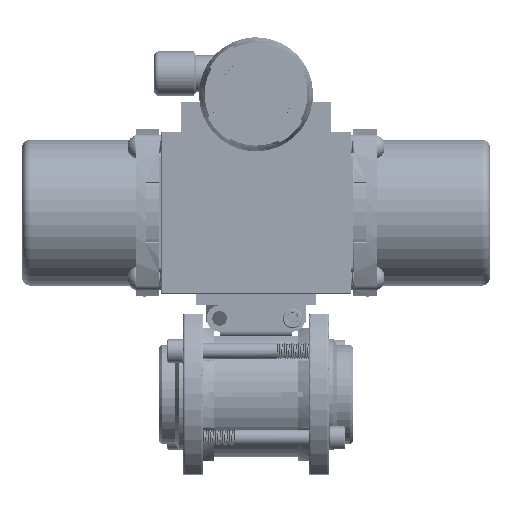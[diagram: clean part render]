
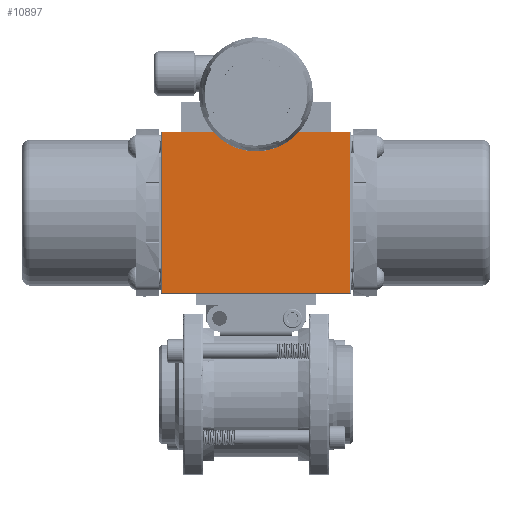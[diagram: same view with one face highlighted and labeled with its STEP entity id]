
A CAD part, top view. The second image highlights one B-rep face of the part: STEP entity #10897.
In plain terms, the highlighted planar face has unit normal (0, 0, 1).
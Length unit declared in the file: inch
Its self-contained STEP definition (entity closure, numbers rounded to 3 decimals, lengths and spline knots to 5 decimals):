
#3597 = CARTESIAN_POINT ( 'NONE',  ( 2.253, 6.283, 1.55 ) ) ;
#9998 = CARTESIAN_POINT ( 'NONE',  ( -2.273, 2.423, 1.55 ) ) ;
#10897 = ADVANCED_FACE ( 'NONE', ( #93132 ), #31229, .F. ) ;
#11517 = CARTESIAN_POINT ( 'NONE',  ( -2.253, 6.283, 1.55 ) ) ;
#13101 = DIRECTION ( 'NONE',  ( 0., 1., 0. ) ) ;
#14923 = LINE ( 'NONE', #57544, #57978 ) ;
#16435 = EDGE_LOOP ( 'NONE', ( #172607, #115368, #141674, #40122 ) ) ;
#16737 = CARTESIAN_POINT ( 'NONE',  ( -2.273, 6.303, 1.55 ) ) ;
#22219 = VECTOR ( 'NONE', #140479, 39.37008 ) ;
#28387 = DIRECTION ( 'NONE',  ( -1., 0., 0. ) ) ;
#30638 = CARTESIAN_POINT ( 'NONE',  ( 2.253, 2.423, 1.55 ) ) ;
#31229 = PLANE ( 'NONE',  #182746 ) ;
#34364 = CARTESIAN_POINT ( 'NONE',  ( -2.253, 2.403, 1.55 ) ) ;
#40122 = ORIENTED_EDGE ( 'NONE', *, *, #86180, .T. ) ;
#48559 = EDGE_CURVE ( 'NONE', #169949, #117154, #64755, .T. ) ;
#57544 = CARTESIAN_POINT ( 'NONE',  ( -2.273, 6.283, 1.55 ) ) ;
#57978 = VECTOR ( 'NONE', #28387, 39.37008 ) ;
#64171 = LINE ( 'NONE', #34364, #141326 ) ;
#64755 = LINE ( 'NONE', #186137, #137317 ) ;
#74378 = DIRECTION ( 'NONE',  ( 0., 0., -1. ) ) ;
#86180 = EDGE_CURVE ( 'NONE', #91896, #169949, #103876, .T. ) ;
#91896 = VERTEX_POINT ( 'NONE', #184192 ) ;
#93132 = FACE_OUTER_BOUND ( 'NONE', #16435, .T. ) ;
#103876 = LINE ( 'NONE', #9998, #22219 ) ;
#115368 = ORIENTED_EDGE ( 'NONE', *, *, #157578, .T. ) ;
#117154 = VERTEX_POINT ( 'NONE', #3597 ) ;
#117635 = EDGE_CURVE ( 'NONE', #144082, #91896, #64171, .T. ) ;
#132637 = DIRECTION ( 'NONE',  ( 0., -1., 0. ) ) ;
#135824 = DIRECTION ( 'NONE',  ( 0., -1., 0. ) ) ;
#137317 = VECTOR ( 'NONE', #13101, 39.37008 ) ;
#140479 = DIRECTION ( 'NONE',  ( 1., 0., 0. ) ) ;
#141326 = VECTOR ( 'NONE', #135824, 39.37008 ) ;
#141674 = ORIENTED_EDGE ( 'NONE', *, *, #117635, .T. ) ;
#144082 = VERTEX_POINT ( 'NONE', #11517 ) ;
#157578 = EDGE_CURVE ( 'NONE', #117154, #144082, #14923, .T. ) ;
#169949 = VERTEX_POINT ( 'NONE', #30638 ) ;
#172607 = ORIENTED_EDGE ( 'NONE', *, *, #48559, .T. ) ;
#182746 = AXIS2_PLACEMENT_3D ( 'NONE', #16737, #74378, #132637 ) ;
#184192 = CARTESIAN_POINT ( 'NONE',  ( -2.253, 2.423, 1.55 ) ) ;
#186137 = CARTESIAN_POINT ( 'NONE',  ( 2.253, 6.303, 1.55 ) ) ;
